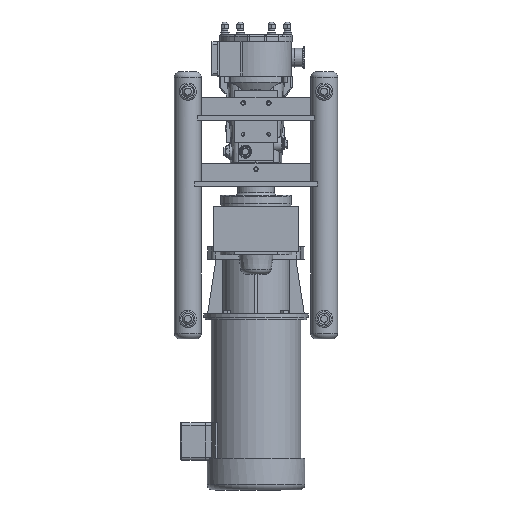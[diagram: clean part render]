
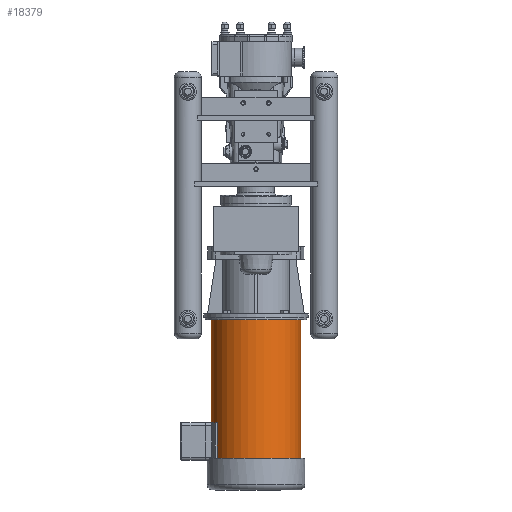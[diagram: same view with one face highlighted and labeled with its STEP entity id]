
A CAD part, front view. The second image highlights one B-rep face of the part: STEP entity #18379.
In plain terms, the highlighted cylindrical face has radius 99.771 mm (diameter 199.542 mm), a full revolution.
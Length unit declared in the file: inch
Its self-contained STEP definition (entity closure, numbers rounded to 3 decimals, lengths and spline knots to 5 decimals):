
#2073=LINE('',#32093,#3448);
#2074=LINE('',#32097,#3449);
#2075=LINE('',#32101,#3450);
#3448=VECTOR('',#25024,3.928);
#3449=VECTOR('',#25027,0.3937);
#3450=VECTOR('',#25030,0.3937);
#4057=CYLINDRICAL_SURFACE('',#20301,3.928);
#5120=FACE_OUTER_BOUND('',#6210,.T.);
#6210=EDGE_LOOP('',(#16267,#16268,#16269,#16270,#16271,#16272,#16273,#16274));
#7286=CIRCLE('',#20302,3.928);
#7287=CIRCLE('',#20303,3.928);
#7288=CIRCLE('',#20304,3.928);
#7289=CIRCLE('',#20305,3.928);
#8872=VERTEX_POINT('',#32090);
#8873=VERTEX_POINT('',#32092);
#8874=VERTEX_POINT('',#32094);
#8875=VERTEX_POINT('',#32096);
#8876=VERTEX_POINT('',#32098);
#8877=VERTEX_POINT('',#32100);
#11416=EDGE_CURVE('',#8872,#8872,#7286,.T.);
#11417=EDGE_CURVE('',#8872,#8873,#2073,.T.);
#11418=EDGE_CURVE('',#8873,#8874,#7287,.T.);
#11419=EDGE_CURVE('',#8874,#8875,#2074,.T.);
#11420=EDGE_CURVE('',#8875,#8876,#7288,.T.);
#11421=EDGE_CURVE('',#8876,#8877,#2075,.T.);
#11422=EDGE_CURVE('',#8877,#8873,#7289,.T.);
#16267=ORIENTED_EDGE('',*,*,#11416,.T.);
#16268=ORIENTED_EDGE('',*,*,#11417,.T.);
#16269=ORIENTED_EDGE('',*,*,#11418,.T.);
#16270=ORIENTED_EDGE('',*,*,#11419,.T.);
#16271=ORIENTED_EDGE('',*,*,#11420,.T.);
#16272=ORIENTED_EDGE('',*,*,#11421,.T.);
#16273=ORIENTED_EDGE('',*,*,#11422,.T.);
#16274=ORIENTED_EDGE('',*,*,#11417,.F.);
#18379=ADVANCED_FACE('',(#5120),#4057,.T.);
#20301=AXIS2_PLACEMENT_3D('',#32089,#25020,#25021);
#20302=AXIS2_PLACEMENT_3D('',#32091,#25022,#25023);
#20303=AXIS2_PLACEMENT_3D('',#32095,#25025,#25026);
#20304=AXIS2_PLACEMENT_3D('',#32099,#25028,#25029);
#20305=AXIS2_PLACEMENT_3D('',#32102,#25031,#25032);
#25020=DIRECTION('center_axis',(0.,0.,
1.));
#25021=DIRECTION('ref_axis',(1.,0.,0.));
#25022=DIRECTION('center_axis',(0.,0.,
-1.));
#25023=DIRECTION('ref_axis',(1.,0.,0.));
#25024=DIRECTION('',(0.,0.,-1.));
#25025=DIRECTION('center_axis',(0.,0.,
1.));
#25026=DIRECTION('ref_axis',(1.,0.,0.));
#25027=DIRECTION('',(0.,0.,-1.));
#25028=DIRECTION('center_axis',(0.,0.,
1.));
#25029=DIRECTION('ref_axis',(0.,-1.,0.));
#25030=DIRECTION('',(0.,0.,1.));
#25031=DIRECTION('center_axis',(0.,0.,
1.));
#25032=DIRECTION('ref_axis',(1.,0.,0.));
#32089=CARTESIAN_POINT('Origin',(0.,4.137,
-30.4615));
#32090=CARTESIAN_POINT('',(-3.928,4.137,-24.49));
#32091=CARTESIAN_POINT('Origin',(0.,4.137,
-24.49));
#32092=CARTESIAN_POINT('',(-3.928,4.137,-33.522));
#32093=CARTESIAN_POINT('',(-3.928,4.137,-30.4615));
#32094=CARTESIAN_POINT('',(-3.40175,2.173,-33.522));
#32095=CARTESIAN_POINT('Origin',(0.,4.137,
-33.522));
#32096=CARTESIAN_POINT('',(-3.40175,2.173,-36.648));
#32097=CARTESIAN_POINT('',(-3.40175,2.173,-30.4615));
#32098=CARTESIAN_POINT('',(-3.40175,6.101,-36.648));
#32099=CARTESIAN_POINT('Origin',(0.,4.137,
-36.648));
#32100=CARTESIAN_POINT('',(-3.40175,6.101,-33.522));
#32101=CARTESIAN_POINT('',(-3.40175,6.101,-30.4615));
#32102=CARTESIAN_POINT('Origin',(0.,4.137,
-33.522));
